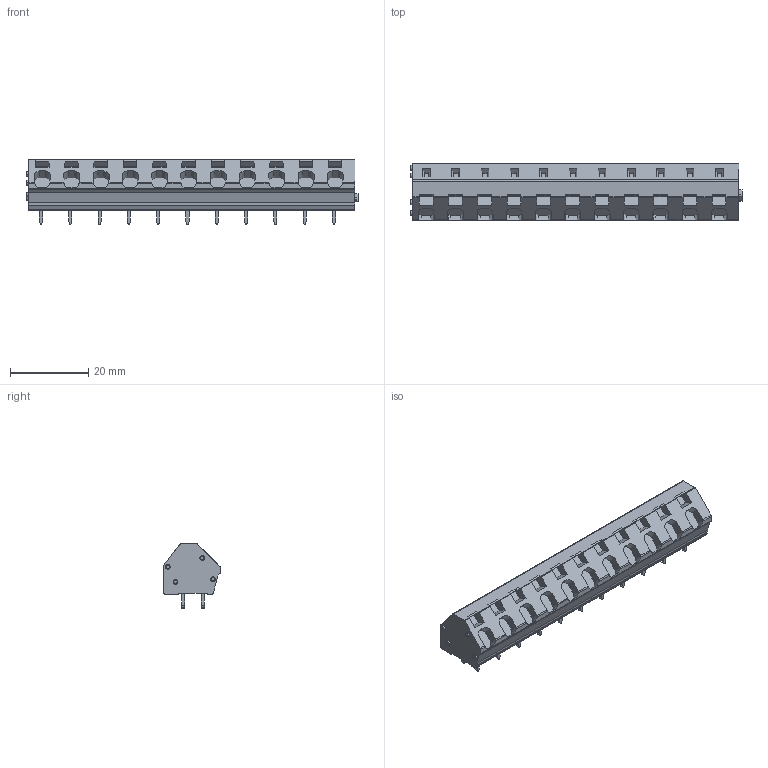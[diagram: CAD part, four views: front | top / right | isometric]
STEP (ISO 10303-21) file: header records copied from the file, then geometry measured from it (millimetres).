
FILE_DESCRIPTION(('CATIA V5 STEP','CAx-IF Rec.Pracs.--- Model Styling and Organization---1.2---2011-12-15'),'2;1');
FILE_NAME ('D1460235_0', '2018-09-08T12:54:32+00:00', ('none'), ('Weidmueller'), 'CATIA Version 5-6 Release 2014', 'CATIA V5 STEP AP214', 'none');
FILE_SCHEMA(('AUTOMOTIVE_DESIGN { 1 0 10303 214 1 1 1 1 }'));
Length unit declared in the file: millimetre
Products named in the file (1): 1952660000
Bounding box: 85 x 14.5 x 16.48 mm (x, y, z)
Volume: 11505.4 mm3; surface area: 5587.6 mm2
Topology: 23 solids, 23 shells, 693 faces, 1878 edges, 1254 vertices
Faces by surface type: plane 501, cylinder 130, cone 62
Entity records: 20573 total; most frequent: CARTESIAN_POINT 4472, ORIENTED_EDGE 3756, DIRECTION 2554, EDGE_CURVE 1878, VERTEX_POINT 1254, VECTOR 1246, LINE 1246, AXIS2_PLACEMENT_3D 823
